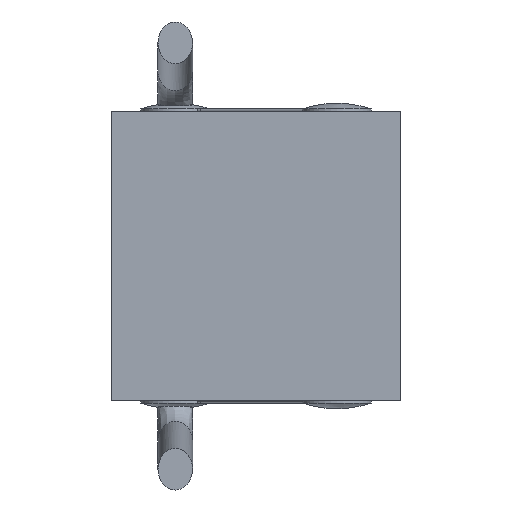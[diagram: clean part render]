
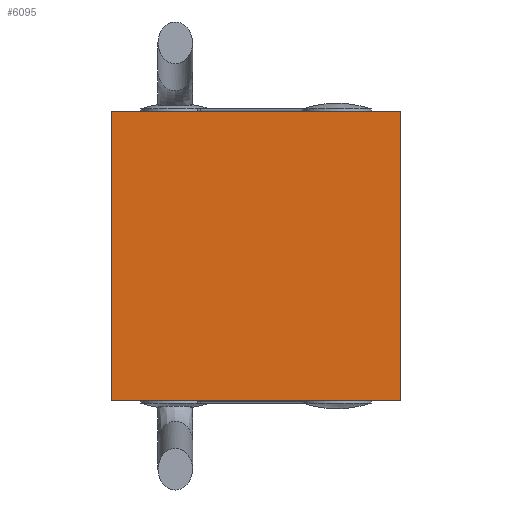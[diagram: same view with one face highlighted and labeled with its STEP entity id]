
A CAD part, front view. The second image highlights one B-rep face of the part: STEP entity #6095.
In plain terms, the highlighted planar face has unit normal (0, -1, 0).
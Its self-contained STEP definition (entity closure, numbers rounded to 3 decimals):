
#41 = EDGE_CURVE ( 'NONE', #1375, #3527, #3309, .T. ) ;
#92 = ORIENTED_EDGE ( 'NONE', *, *, #1693, .T. ) ;
#214 = EDGE_CURVE ( 'NONE', #3527, #5430, #5310, .T. ) ;
#678 = LINE ( 'NONE', #1150, #2353 ) ;
#940 = ORIENTED_EDGE ( 'NONE', *, *, #41, .T. ) ;
#1150 = CARTESIAN_POINT ( 'NONE',  ( -2.5, -0.51, 2.5 ) ) ;
#1211 = VECTOR ( 'NONE', #2770, 1000. ) ;
#1375 = VERTEX_POINT ( 'NONE', #3944 ) ;
#1678 = ORIENTED_EDGE ( 'NONE', *, *, #214, .T. ) ;
#1693 = EDGE_CURVE ( 'NONE', #5430, #1904, #5632, .T. ) ;
#1904 = VERTEX_POINT ( 'NONE', #2911 ) ;
#2353 = VECTOR ( 'NONE', #5391, 1000. ) ;
#2770 = DIRECTION ( 'NONE',  ( 1., 0., 0. ) ) ;
#2911 = CARTESIAN_POINT ( 'NONE',  ( -2.5, -0.51, 2.5 ) ) ;
#2997 = DIRECTION ( 'NONE',  ( 0., 1., 0. ) ) ;
#3309 = LINE ( 'NONE', #3327, #1211 ) ;
#3327 = CARTESIAN_POINT ( 'NONE',  ( 2.5, -0.51, -2.5 ) ) ;
#3382 = CARTESIAN_POINT ( 'NONE',  ( 2.5, -0.51, 2.5 ) ) ;
#3412 = VECTOR ( 'NONE', #6054, 1000. ) ;
#3527 = VERTEX_POINT ( 'NONE', #4057 ) ;
#3548 = ORIENTED_EDGE ( 'NONE', *, *, #4423, .T. ) ;
#3735 = VECTOR ( 'NONE', #6799, 1000. ) ;
#3944 = CARTESIAN_POINT ( 'NONE',  ( -2.5, -0.51, -2.5 ) ) ;
#4057 = CARTESIAN_POINT ( 'NONE',  ( 2.5, -0.51, -2.5 ) ) ;
#4423 = EDGE_CURVE ( 'NONE', #1904, #1375, #678, .T. ) ;
#5310 = LINE ( 'NONE', #3382, #3412 ) ;
#5323 = AXIS2_PLACEMENT_3D ( 'NONE', #7259, #2997, #7933 ) ;
#5391 = DIRECTION ( 'NONE',  ( 0., 0., -1. ) ) ;
#5430 = VERTEX_POINT ( 'NONE', #6903 ) ;
#5632 = LINE ( 'NONE', #6084, #3735 ) ;
#5658 = FACE_OUTER_BOUND ( 'NONE', #7507, .T. ) ;
#6054 = DIRECTION ( 'NONE',  ( 0., 0., 1. ) ) ;
#6084 = CARTESIAN_POINT ( 'NONE',  ( 2.5, -0.51, 2.5 ) ) ;
#6095 = ADVANCED_FACE ( 'NONE', ( #5658 ), #7906, .F. ) ;
#6799 = DIRECTION ( 'NONE',  ( -1., 0., 0. ) ) ;
#6903 = CARTESIAN_POINT ( 'NONE',  ( 2.5, -0.51, 2.5 ) ) ;
#7259 = CARTESIAN_POINT ( 'NONE',  ( 0., -0.51, 0. ) ) ;
#7507 = EDGE_LOOP ( 'NONE', ( #3548, #940, #1678, #92 ) ) ;
#7906 = PLANE ( 'NONE',  #5323 ) ;
#7933 = DIRECTION ( 'NONE',  ( 0., 0., 1. ) ) ;
